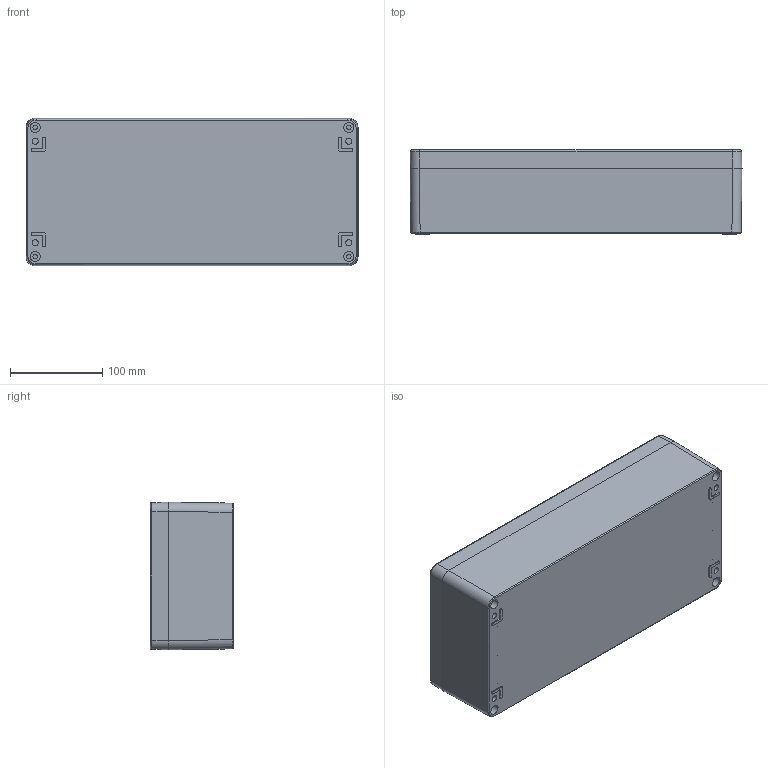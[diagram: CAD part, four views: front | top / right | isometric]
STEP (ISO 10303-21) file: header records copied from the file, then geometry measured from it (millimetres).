
FILE_DESCRIPTION (( 'STEP AP214' ), '1' );
FILE_NAME ('2374-3616-09-50.step', '2023-11-08T10:39:09', ( '' ), ( '' ), 'SwSTEP 2.0', 'SolidWorks 2019', '' );
FILE_SCHEMA (( 'AUTOMOTIVE_DESIGN' ));
Length unit declared in the file: millimetre
Products named in the file (7): DeckelschraubeM6x24; SchutzleiteranschlussM6x10; Deckel^2374-3616-09-50; SchutzleiteranschlussM4x8; 2374-3616-09-50; Unterteil^2374-3616-09-50
Assembly tree (12 placements, depth 3):
  2374-3616-09-50
    2374-3616-09-50
      Unterteil^2374-3616-09-50
      SchutzleiteranschlussM6x10  x4
      Deckel^2374-3616-09-50
      SchutzleiteranschlussM4x8
      DeckelschraubeM6x24  x4
Bounding box: 360 x 91 x 160 mm (x, y, z)
Volume: 975218.2 mm3; surface area: 436912.8 mm2
Topology: 16 solids, 16 shells, 940 faces, 2489 edges, 1582 vertices
Faces by surface type: plane 422, cylinder 292, cone 171, torus 28, bspline 27
Entity records: 21052 total; most frequent: CARTESIAN_POINT 7476, ORIENTED_EDGE 2836, DIRECTION 2695, EDGE_CURVE 1418, AXIS2_PLACEMENT_3D 1005, VERTEX_POINT 907, LINE 685, VECTOR 685
